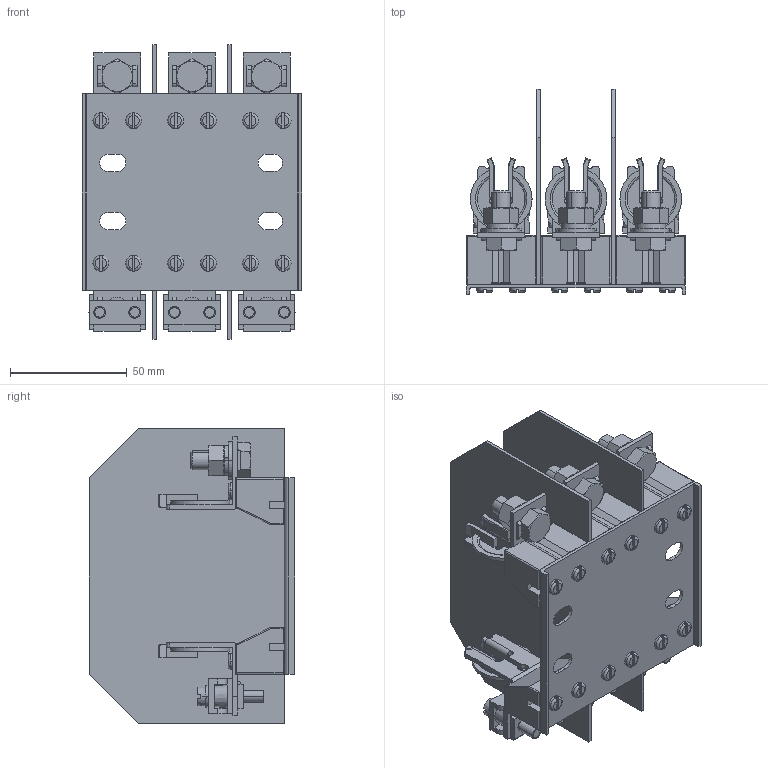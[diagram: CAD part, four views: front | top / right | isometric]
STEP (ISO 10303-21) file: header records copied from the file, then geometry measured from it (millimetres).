
FILE_DESCRIPTION((''),'2;1');
FILE_NAME('004132100_PK_00_M8_M8_3P_S_ASM','2023-10-23T07:24:15',('klemen.sitar'),('Audax d.o.o.'),'CREO PARAMETRIC BY PTC INC, 2021304','CREO PARAMETRIC BY PTC INC, 2021304','');
FILE_SCHEMA(('AP242_MANAGED_MODEL_BASED_3D_ENGINEERING_MIM_LF { 1 0 10303 442 1 1 4 }'));
Products named in the file (32): PRT0002; 0000030997_1_1_1_1_2_1_1_2_3; 0000046517_1_1_1_1_1_2_3; 0000031008_AF0_1_1_2_3_4_1_1__3; 0000031008_AF1_1_1_1_1_2_1_1__3; 0000031022_1_1_1_1_2_1_1_2_3; 0000031029_1_1_2_3_1_1_1_1_2; 0000031031_1_1_2_3_1_1_1_1_2; 0000031032_1_1_2_3_1_1_1_1_2; 0000031030_1_1_2_3_1_1_1_1_2; M8_ASM_1_ASM_1_1_2_ASM; 0000046566_1_1_1_1; 0000046567_1_1_1_1; 0000046581_1_1_1_1; 0000046569_1_1_1_1; P00_ASM_1_ASM_1_ASM; 004129010_ZP_PT_00-1_ASM_1_AS_3; ASM0002_ASM_1_1_ASM_1_ASM_1_1_3; 004129020_PZP_PT_00-1_ASM_1_A_3; PLASTIK_FANTASTIK_ASM_1_ASM_1_3_ASM; 004123000_PK00_M8-M8_1P_S_-50_3_ASM; P_ART_ASM_1_1_2_3_ASM; PRT0006_1_1_2_3; PRT0004_1_1_2_1_1_1_2_3; PRT0004_1_1_2_2_1_1_2_3; PRT0004_1_1_2_3_1_1_2_3; PRT0004_1_1_2_ASM_1_1_2_3_ASM; ASM0002_ASM_1_1_2_ASM_1_1_2_3_ASM; ASM0003_ASM_1_1_2_3_ASM; 004123000_PK00_M8-M8_1P_S-19531_ASM; 004132103_PK_00_M8_P00_3P_S_ASM; 004132100_PK_00_M8_M8_3P_S_ASM
Assembly tree (46 placements, depth 7):
  004132100_PK_00_M8_M8_3P_S_ASM
    PRT0002  x2
    004132103_PK_00_M8_P00_3P_S_ASM
      004123000_PK00_M8-M8_1P_S-19531_ASM
        P_ART_ASM_1_1_2_3_ASM  x3
          004123000_PK00_M8-M8_1P_S_-50_3_ASM
            0000030997_1_1_1_1_2_1_1_2_3  x2
            0000046517_1_1_1_1_1_2_3  x2
            0000031008_AF0_1_1_2_3_4_1_1__3
            0000031008_AF1_1_1_1_1_2_1_1__3
            0000031022_1_1_1_1_2_1_1_2_3  x8
            M8_ASM_1_ASM_1_1_2_ASM
              0000031029_1_1_2_3_1_1_1_1_2
              0000031031_1_1_2_3_1_1_1_1_2
              0000031032_1_1_2_3_1_1_1_1_2
              0000031030_1_1_2_3_1_1_1_1_2
            P00_ASM_1_ASM_1_ASM
              0000046566_1_1_1_1
              0000046567_1_1_1_1  x2
              0000046581_1_1_1_1  x2
              0000046569_1_1_1_1  x2
            PLASTIK_FANTASTIK_ASM_1_ASM_1_3_ASM
              004129010_ZP_PT_00-1_ASM_1_AS_3
              ASM0002_ASM_1_1_ASM_1_ASM_1_1_3
              004129020_PZP_PT_00-1_ASM_1_A_3
        PRT0006_1_1_2_3
        ASM0003_ASM_1_1_2_3_ASM
          ASM0002_ASM_1_1_2_ASM_1_1_2_3_ASM
            PRT0004_1_1_2_ASM_1_1_2_3_ASM
              PRT0004_1_1_2_1_1_1_2_3
              PRT0004_1_1_2_2_1_1_2_3
              PRT0004_1_1_2_3_1_1_2_3
Bounding box: 94.01 x 88 x 126 mm (x, y, z)
Volume: 143337 mm3; surface area: 131534.6 mm2
Topology: 81 solids, 108 shells, 2437 faces, 6821 edges, 4519 vertices
Faces by surface type: plane 1331, cylinder 632, cone 186, torus 156, bspline 108, sphere 24
Entity records: 25087 total; most frequent: CARTESIAN_POINT 4474, DIRECTION 2775, ORIENTED_EDGE 2690, EDGE_CURVE 1353, AXIS2_PLACEMENT_3D 978, VERTEX_POINT 935, VECTOR 819, LINE 819
